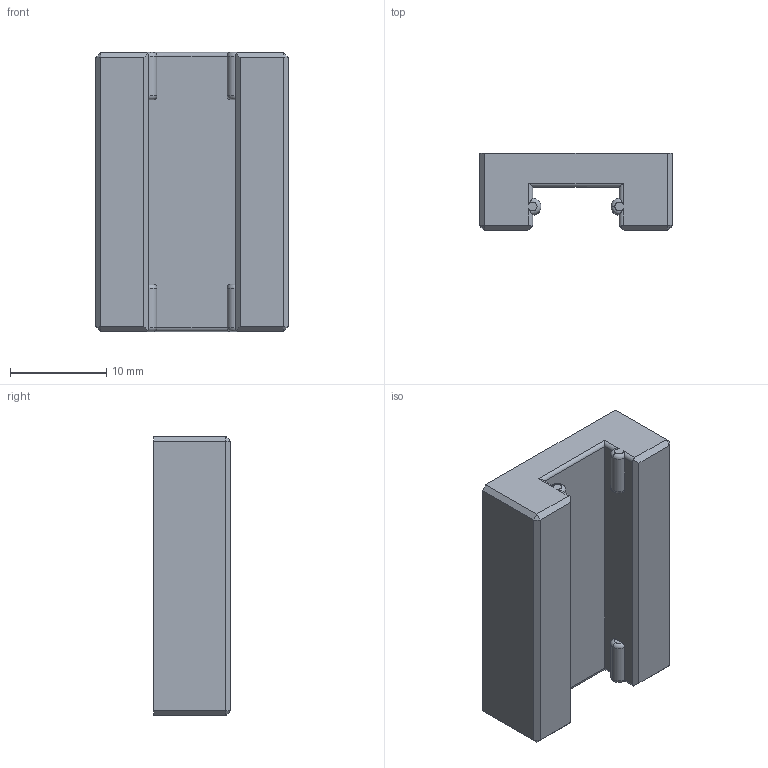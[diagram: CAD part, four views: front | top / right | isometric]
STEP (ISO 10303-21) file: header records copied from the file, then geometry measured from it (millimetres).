
FILE_DESCRIPTION (( 'STEP AP214' ), '1' );
FILE_NAME ('MGN9C Cradile BY Gul.STEP', '2023-01-16T22:24:40', ( '' ), ( '' ), 'SwSTEP 2.0', 'SolidWorks 2020', '' );
FILE_SCHEMA (( 'AUTOMOTIVE_DESIGN' ));
Length unit declared in the file: millimetre
Products named in the file (1): MGN9C Cradile BY Gul
Bounding box: 20 x 8 x 29 mm (x, y, z)
Volume: 3305.5 mm3; surface area: 2330.8 mm2
Topology: 1 solids, 1 shells, 70 faces, 165 edges, 101 vertices
Faces by surface type: plane 34, cylinder 24, torus 12
Entity records: 2060 total; most frequent: CARTESIAN_POINT 429, DIRECTION 340, ORIENTED_EDGE 330, EDGE_CURVE 165, AXIS2_PLACEMENT_3D 124, VERTEX_POINT 101, VECTOR 92, LINE 92
